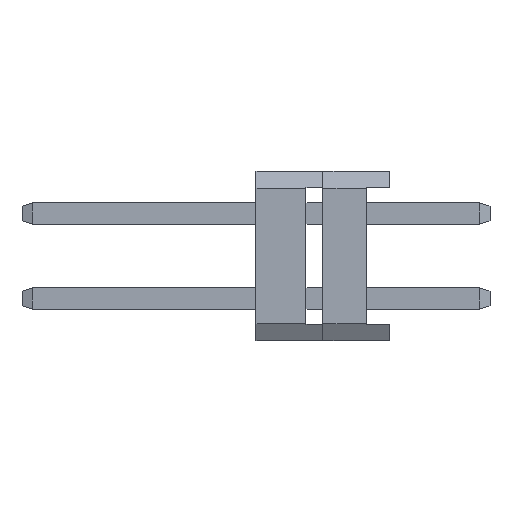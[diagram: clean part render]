
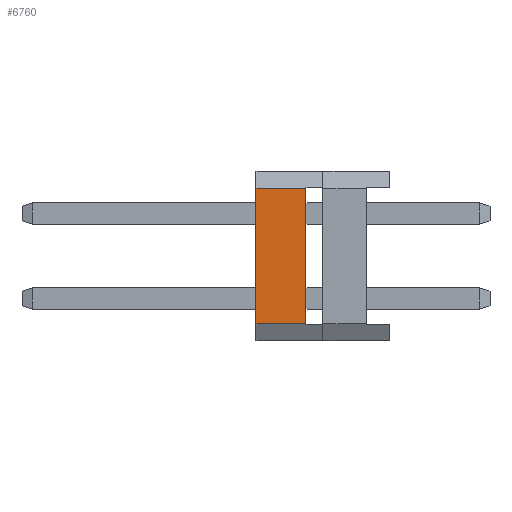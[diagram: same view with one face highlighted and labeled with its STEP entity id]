
A CAD part, left-side view. The second image highlights one B-rep face of the part: STEP entity #6760.
In plain terms, the highlighted planar face has unit normal (-1, 0, 0).
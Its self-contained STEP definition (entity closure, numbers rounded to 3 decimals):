
#1149=DIRECTION('',(0.,0.,1.));
#1150=VECTOR('',#1149,4.041);
#1151=CARTESIAN_POINT('',(-7.62,4.,-2.02));
#1152=LINE('',#1151,#1150);
#1681=DIRECTION('',(0.,-1.,0.));
#1682=VECTOR('',#1681,1.495);
#1683=CARTESIAN_POINT('',(-7.62,4.,2.02));
#1684=LINE('',#1683,#1682);
#1685=DIRECTION('',(0.,0.,1.));
#1686=VECTOR('',#1685,4.041);
#1687=CARTESIAN_POINT('',(-7.62,2.505,-2.02));
#1688=LINE('',#1687,#1686);
#1689=DIRECTION('',(0.,-1.,0.));
#1690=VECTOR('',#1689,1.495);
#1691=CARTESIAN_POINT('',(-7.62,4.,-2.02));
#1692=LINE('',#1691,#1690);
#4221=CARTESIAN_POINT('',(-7.62,4.,-2.02));
#4223=VERTEX_POINT('',#4221);
#4226=CARTESIAN_POINT('',(-7.62,4.,2.02));
#4228=VERTEX_POINT('',#4226);
#4477=CARTESIAN_POINT('',(-7.62,2.505,-2.02));
#4478=VERTEX_POINT('',#4477);
#4479=CARTESIAN_POINT('',(-7.62,2.505,2.02));
#4480=VERTEX_POINT('',#4479);
#6748=CARTESIAN_POINT('',(-7.62,0.,-2.54));
#6749=DIRECTION('',(-1.,0.,0.));
#6750=DIRECTION('',(0.,0.,1.));
#6751=AXIS2_PLACEMENT_3D('',#6748,#6749,#6750);
#6752=PLANE('',#6751);
#6753=ORIENTED_EDGE('',*,*,#6349,.T.);
#6755=ORIENTED_EDGE('',*,*,#6754,.T.);
#6756=ORIENTED_EDGE('',*,*,#6544,.F.);
#6757=ORIENTED_EDGE('',*,*,#6015,.F.);
#6758=EDGE_LOOP('',(#6753,#6755,#6756,#6757));
#6759=FACE_OUTER_BOUND('',#6758,.F.);
#6015=EDGE_CURVE('',#4223,#4478,#1692,.T.);
#6349=EDGE_CURVE('',#4223,#4228,#1152,.T.);
#6544=EDGE_CURVE('',#4478,#4480,#1688,.T.);
#6754=EDGE_CURVE('',#4228,#4480,#1684,.T.);
#6760=ADVANCED_FACE('',(#6759),#6752,.T.);
